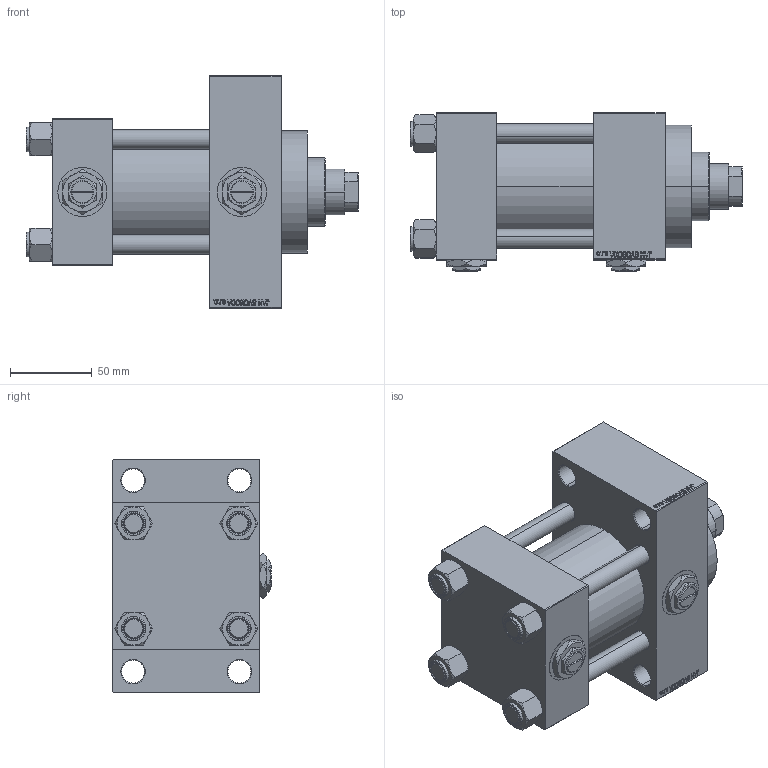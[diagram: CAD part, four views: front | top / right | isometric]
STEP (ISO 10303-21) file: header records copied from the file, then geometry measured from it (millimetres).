
FILE_DESCRIPTION (( 'STEP AP203' ), '1' );
FILE_NAME ('dfd0.STEP', '2022-04-15T23:31:34', ( '' ), ( '' ), 'SwSTEP 2.0', 'SolidWorks 2019', '' );
FILE_SCHEMA (( 'CONFIG_CONTROL_DESIGN' ));
Length unit declared in the file: millimetre
Products named in the file (7): V215CR_D_TYCINKA cf344ef306b11878f3a172307e2ad8e5; dfd0; NUT_M5_D cf344ef306b11878f3a172307e2ad8e5; Zatka_pro_OIL_PORT cf344ef306b11878f3a172307e2ad8e5; V215CR_VCP_D cf344ef306b11878f3a172307e2ad8e5; V215_VC_A cf344ef306b11878f3a172307e2ad8e5; V215CR_D_Body cf344ef306b11878f3a172307e2ad8e5
Assembly tree (13 placements, depth 2):
  dfd0
    V215CR_D_Body cf344ef306b11878f3a172307e2ad8e5
    V215CR_VCP_D cf344ef306b11878f3a172307e2ad8e5
    NUT_M5_D cf344ef306b11878f3a172307e2ad8e5  x4
    V215CR_D_TYCINKA cf344ef306b11878f3a172307e2ad8e5  x4
    V215_VC_A cf344ef306b11878f3a172307e2ad8e5
    Zatka_pro_OIL_PORT cf344ef306b11878f3a172307e2ad8e5  x2
Bounding box: 203 x 97 x 142 mm (x, y, z)
Volume: 1099292.4 mm3; surface area: 203152.4 mm2
Topology: 13 solids, 13 shells, 1213 faces, 3000 edges, 1931 vertices
Faces by surface type: plane 547, bspline 368, cone 186, cylinder 104, torus 8
Entity records: 49491 total; most frequent: CARTESIAN_POINT 25739, ORIENTED_EDGE 5300, DIRECTION 3494, EDGE_CURVE 2650, VERTEX_POINT 1729, VECTOR 1558, LINE 1558, EDGE_LOOP 1191
